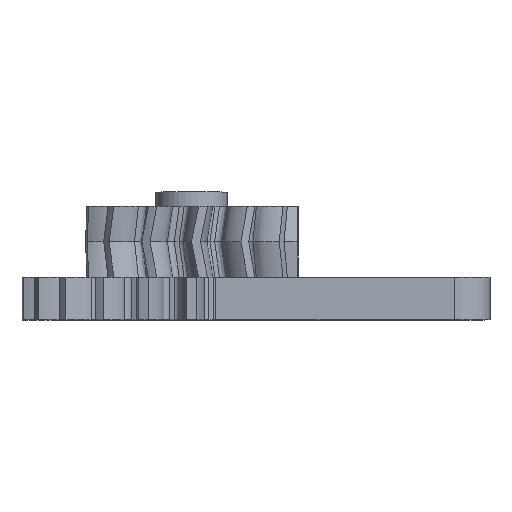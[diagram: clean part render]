
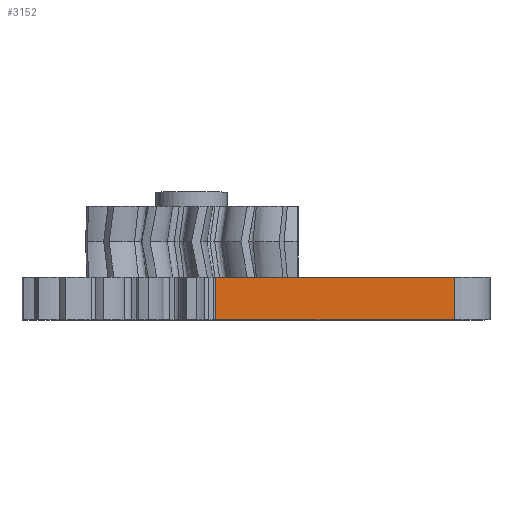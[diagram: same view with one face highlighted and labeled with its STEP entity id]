
A CAD part, top view. The second image highlights one B-rep face of the part: STEP entity #3152.
In plain terms, the highlighted planar face has unit normal (0, 0, 1).
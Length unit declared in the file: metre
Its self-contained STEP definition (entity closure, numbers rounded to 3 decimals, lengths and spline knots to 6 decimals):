
#707=ORIENTED_EDGE('',*,*,#1771,.F.);
#708=ORIENTED_EDGE('',*,*,#1772,.T.);
#709=ORIENTED_EDGE('',*,*,#1773,.T.);
#710=ORIENTED_EDGE('',*,*,#1774,.T.);
#711=ORIENTED_EDGE('',*,*,#1775,.F.);
#1771=EDGE_CURVE('',#2303,#2304,#2612,.T.);
#1772=EDGE_CURVE('',#2303,#2305,#2613,.T.);
#1773=EDGE_CURVE('',#2305,#2306,#2614,.T.);
#1774=EDGE_CURVE('',#2306,#2307,#2615,.T.);
#1775=EDGE_CURVE('',#2304,#2307,#2616,.T.);
#2303=VERTEX_POINT('',#4740);
#2304=VERTEX_POINT('',#4741);
#2305=VERTEX_POINT('',#4743);
#2306=VERTEX_POINT('',#4745);
#2307=VERTEX_POINT('',#4747);
#2612=LINE('',#4739,#2669);
#2613=LINE('',#4742,#2670);
#2614=LINE('',#4744,#2671);
#2615=LINE('',#4746,#2672);
#2616=LINE('',#4748,#2673);
#2669=VECTOR('',#3700,1.);
#2670=VECTOR('',#3701,1.);
#2671=VECTOR('',#3702,1.);
#2672=VECTOR('',#3703,1.);
#2673=VECTOR('',#3704,1.);
#2726=EDGE_LOOP('',(#707,#708,#709,#710,#711));
#2934=FACE_BOUND('',#2726,.T.);
#3142=PLANE('',#3384);
#3152=ADVANCED_FACE('',(#2934),#3142,.T.);
#3384=AXIS2_PLACEMENT_3D('',#4738,#3698,#3699);
#3698=DIRECTION('',(0.,0.,1.));
#3699=DIRECTION('',(1.,0.,0.));
#3700=DIRECTION('',(1.,0.,0.));
#3701=DIRECTION('',(0.,-1.,0.));
#3702=DIRECTION('',(1.,0.,0.));
#3703=DIRECTION('',(0.,1.,0.));
#3704=DIRECTION('',(1.,0.,0.));
#4738=CARTESIAN_POINT('',(0.00925,-0.008002,0.0025));
#4739=CARTESIAN_POINT('',(0.00925,-0.005,0.0025));
#4740=CARTESIAN_POINT('',(0.0017,-0.005,0.0025));
#4741=CARTESIAN_POINT('',(0.006183,-0.005,0.0025));
#4742=CARTESIAN_POINT('',(0.0017,-0.008002,0.0025));
#4743=CARTESIAN_POINT('',(0.0017,-0.008,0.0025));
#4744=CARTESIAN_POINT('',(0.00925,-0.008,0.0025));
#4745=CARTESIAN_POINT('',(0.0185,-0.008,0.0025));
#4746=CARTESIAN_POINT('',(0.0185,-0.008002,0.0025));
#4747=CARTESIAN_POINT('',(0.0185,-0.005,0.0025));
#4748=CARTESIAN_POINT('',(0.00925,-0.005,0.0025));
